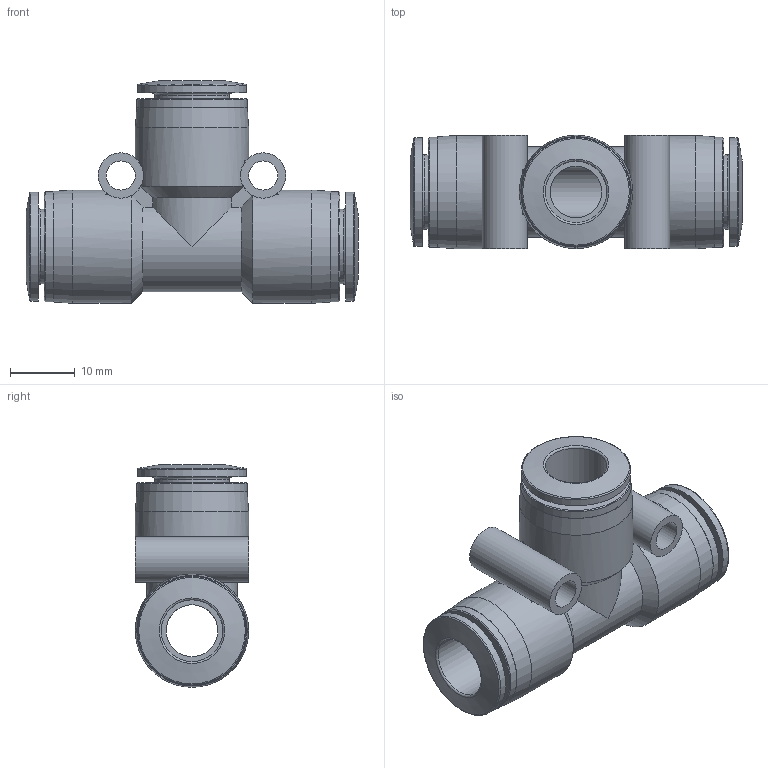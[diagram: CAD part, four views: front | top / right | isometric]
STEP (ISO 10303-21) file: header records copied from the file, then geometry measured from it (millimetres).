
FILE_DESCRIPTION(/* description */ ('STEP AP214'),/* implementation_level */ '2;1');
FILE_NAME(/* name */ '564770_QBT-3_8T-U',/* time_stamp */ '2024-09-14T04:30:54+02:00',/* author */ ('License CC BY-ND 4.0'),/* organization */ ('CADENAS'),/* preprocessor_version */ 'ST-DEVELOPER v19.3',/* originating_system */ 'PARTsolutions',/* authorisation */ ' ');
FILE_SCHEMA (('AUTOMOTIVE_DESIGN {1 0 10303 214 3 1 1}'));
Length unit declared in the file: millimetre
Products named in the file (1): 564770 QBT-3/8T-U
Bounding box: 51.3 x 17.5 x 34.4 mm (x, y, z)
Volume: 10435.5 mm3; surface area: 7755.8 mm2
Topology: 1 solids, 1 shells, 82 faces, 190 edges, 121 vertices
Faces by surface type: cylinder 32, plane 28, cone 13, torus 9
Full cylindrical faces by diameter (mm): 4.5 x2, 7 x2, 8 x2, 9.525 x3, 11.525 x3, 16.8 x3, 17 x3, 17.5 x3
Entity records: 2793 total; most frequent: CARTESIAN_POINT 483, DIRECTION 364, ORIENTED_EDGE 294, AXIS2_PLACEMENT_3D 170, EDGE_CURVE 147, EDGE_LOOP 140, FACE_BOUND 140, VERTEX_POINT 117
